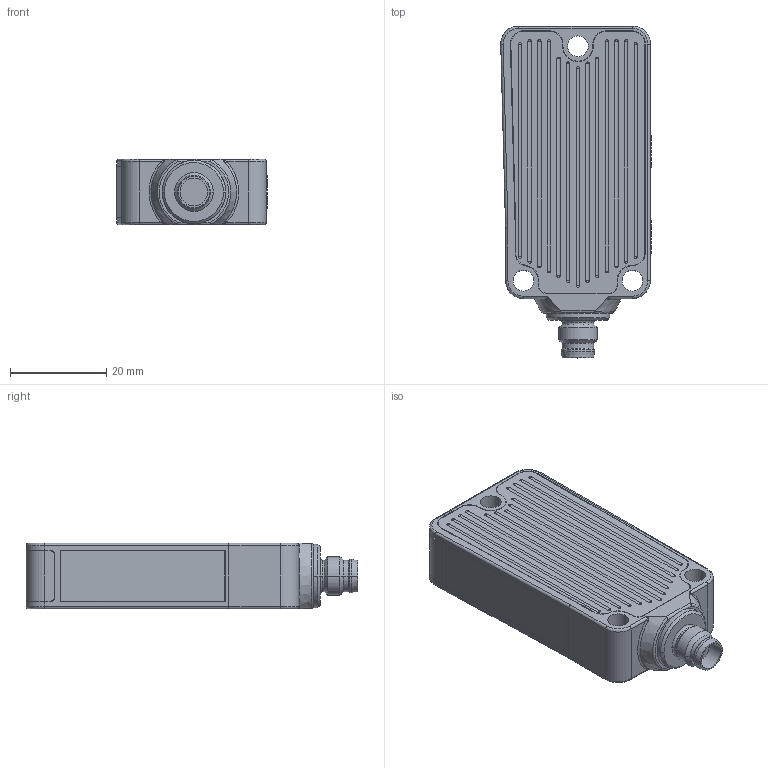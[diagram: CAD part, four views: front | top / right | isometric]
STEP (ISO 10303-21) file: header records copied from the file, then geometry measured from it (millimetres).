
FILE_DESCRIPTION((''),'2;1');
FILE_NAME('CAD0883_MLV41-8-H_M8','2007-07-30T',('agebhardt'),(''),'PRO/ENGINEER BY PARAMETRIC TECHNOLOGY CORPORATION, 2006300','PRO/ENGINEER BY PARAMETRIC TECHNOLOGY CORPORATION, 2006300','');
FILE_SCHEMA(('CONFIG_CONTROL_DESIGN'));
Length unit declared in the file: millimetre
Products named in the file (1): CAD0883_MLV41-8-H_M8
Bounding box: 31.2 x 68.8 x 13.6 mm (x, y, z)
Volume: 23560.6 mm3; surface area: 6988.2 mm2
Topology: 1 solids, 4 shells, 317 faces, 777 edges, 519 vertices
Faces by surface type: cylinder 128, plane 87, sphere 56, bspline 20, cone 14, torus 12
Entity records: 13117 total; most frequent: CARTESIAN_POINT 3126, DIRECTION 1617, ORIENTED_EDGE 1522, PRESENTATION_STYLE_ASSIGNMENT 783, STYLED_ITEM 783, CURVE_STYLE 780, EDGE_CURVE 761, AXIS2_PLACEMENT_3D 619
